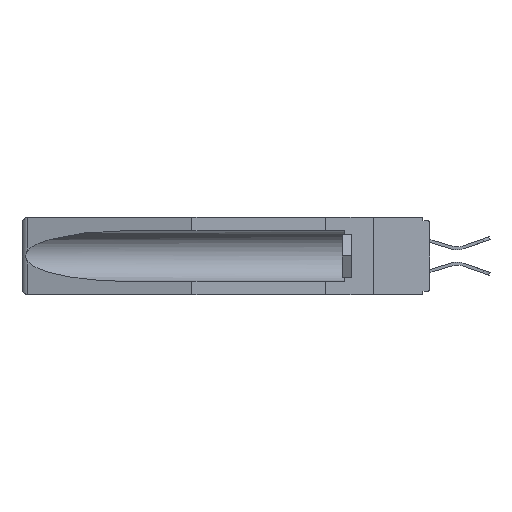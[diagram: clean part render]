
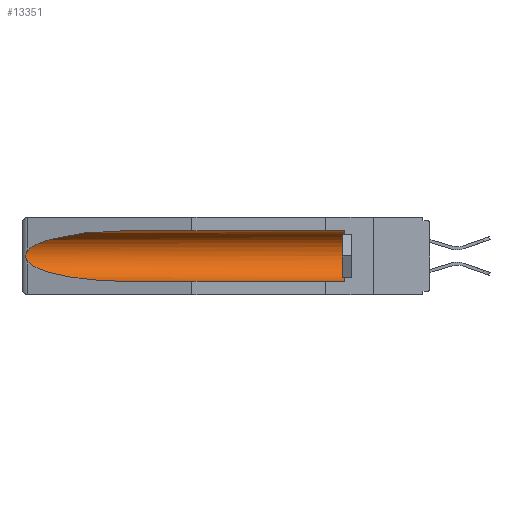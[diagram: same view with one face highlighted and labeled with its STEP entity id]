
A CAD part, left-side view. The second image highlights one B-rep face of the part: STEP entity #13351.
In plain terms, the highlighted cylindrical face has radius 2.857 mm (diameter 5.715 mm), a partial arc.
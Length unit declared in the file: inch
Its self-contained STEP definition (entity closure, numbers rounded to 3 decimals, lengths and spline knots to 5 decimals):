
#108 = VERTEX_POINT ( 'NONE', #20084 ) ;
#202 = LINE ( 'NONE', #24463, #13077 ) ;
#551 = B_SPLINE_CURVE_WITH_KNOTS ( 'NONE', 3,
 ( #20672, #948, #29832, #17835, #25420, #30149, #8256, #8575, #23080, #10675 ),
 .UNSPECIFIED., .F., .F.,
 ( 4, 2, 2, 2, 4 ),
 ( 0., 0.00029, 0.00058, 0.00087, 0.00117 ),
 .UNSPECIFIED. ) ;
#948 = CARTESIAN_POINT ( 'NONE',  ( 0.26597, 1.52961, -0.15275 ) ) ;
#1881 =( BOUNDED_CURVE ( )  B_SPLINE_CURVE ( 3, ( #6839, #8966, #28432, #21274 ),
 .UNSPECIFIED., .F., .F. ) 
 B_SPLINE_CURVE_WITH_KNOTS ( ( 4, 4 ),
 ( 4.71239, 6.08839 ),
 .UNSPECIFIED. ) 
 CURVE ( )  GEOMETRIC_REPRESENTATION_ITEM ( )  RATIONAL_B_SPLINE_CURVE ( ( 1., 0.848, 0.848, 1. ) ) 
 REPRESENTATION_ITEM ( '' )  );
#3707 = ORIENTED_EDGE ( 'NONE', *, *, #13540, .T. ) ;
#3813 = CARTESIAN_POINT ( 'NONE',  ( 0.155, 0.126, -0.1715 ) ) ;
#4969 = CARTESIAN_POINT ( 'NONE',  ( 0.155, -0.30754, -0.1715 ) ) ;
#5027 = CARTESIAN_POINT ( 'NONE',  ( 0.155, 1.07973, -0.284 ) ) ;
#6317 = LINE ( 'NONE', #18677, #21000 ) ;
#6805 = EDGE_CURVE ( 'NONE', #25679, #108, #6317, .T. ) ;
#6839 = CARTESIAN_POINT ( 'NONE',  ( 0.155, 1.07973, -0.059 ) ) ;
#7061 = FACE_OUTER_BOUND ( 'NONE', #30809, .T. ) ;
#8256 = CARTESIAN_POINT ( 'NONE',  ( 0.2673, 1.53269, -0.17917 ) ) ;
#8575 = CARTESIAN_POINT ( 'NONE',  ( 0.26655, 1.53094, -0.18657 ) ) ;
#8966 = CARTESIAN_POINT ( 'NONE',  ( 0.21114, 1.30732, -0.059 ) ) ;
#9487 = ORIENTED_EDGE ( 'NONE', *, *, #6805, .F. ) ;
#9620 = DIRECTION ( 'NONE',  ( 0., 0., 1. ) ) ;
#10675 = CARTESIAN_POINT ( 'NONE',  ( 0.26537, 1.52718, -0.19328 ) ) ;
#10998 = DIRECTION ( 'NONE',  ( 0., 0., 1. ) ) ;
#11900 = CARTESIAN_POINT ( 'NONE',  ( 0.25451, 1.48313, -0.24835 ) ) ;
#12114 = CARTESIAN_POINT ( 'NONE',  ( 0.26537, 1.52718, -0.19328 ) ) ;
#13077 = VECTOR ( 'NONE', #24781, 39.37008 ) ;
#13154 = ORIENTED_EDGE ( 'NONE', *, *, #18185, .T. ) ;
#13351 = ADVANCED_FACE ( 'NONE', ( #7061 ), #22894, .F. ) ;
#13540 = EDGE_CURVE ( 'NONE', #17154, #18617, #1881, .T. ) ;
#14245 = VERTEX_POINT ( 'NONE', #20377 ) ;
#15091 =( BOUNDED_CURVE ( )  B_SPLINE_CURVE ( 3, ( #12114, #11900, #29135, #5027 ),
 .UNSPECIFIED., .F., .F. ) 
 B_SPLINE_CURVE_WITH_KNOTS ( ( 4, 4 ),
 ( 0.1948, 1.5708 ),
 .UNSPECIFIED. ) 
 CURVE ( )  GEOMETRIC_REPRESENTATION_ITEM ( )  RATIONAL_B_SPLINE_CURVE ( ( 1., 0.848, 0.848, 1. ) ) 
 REPRESENTATION_ITEM ( '' )  );
#17154 = VERTEX_POINT ( 'NONE', #17436 ) ;
#17436 = CARTESIAN_POINT ( 'NONE',  ( 0.155, 1.07973, -0.059 ) ) ;
#17835 = CARTESIAN_POINT ( 'NONE',  ( 0.2673, 1.5327, -0.16383 ) ) ;
#18143 = EDGE_CURVE ( 'NONE', #25679, #25480, #28576, .T. ) ;
#18185 = EDGE_CURVE ( 'NONE', #18617, #14245, #551, .T. ) ;
#18617 = VERTEX_POINT ( 'NONE', #23927 ) ;
#18677 = CARTESIAN_POINT ( 'NONE',  ( 0.155, -0.30754, -0.284 ) ) ;
#19750 = AXIS2_PLACEMENT_3D ( 'NONE', #3813, #30039, #10998 ) ;
#20084 = CARTESIAN_POINT ( 'NONE',  ( 0.155, 1.07973, -0.284 ) ) ;
#20331 = ORIENTED_EDGE ( 'NONE', *, *, #27131, .T. ) ;
#20377 = CARTESIAN_POINT ( 'NONE',  ( 0.26537, 1.52718, -0.19328 ) ) ;
#20672 = CARTESIAN_POINT ( 'NONE',  ( 0.26537, 1.52718, -0.14972 ) ) ;
#21000 = VECTOR ( 'NONE', #25639, 39.37008 ) ;
#21274 = CARTESIAN_POINT ( 'NONE',  ( 0.26537, 1.52718, -0.14972 ) ) ;
#21713 = DIRECTION ( 'NONE',  ( 0., 1., 0. ) ) ;
#22894 = CYLINDRICAL_SURFACE ( 'NONE', #26322, 0.1125 ) ;
#23080 = CARTESIAN_POINT ( 'NONE',  ( 0.26597, 1.5296, -0.19026 ) ) ;
#23597 = ORIENTED_EDGE ( 'NONE', *, *, #18143, .T. ) ;
#23927 = CARTESIAN_POINT ( 'NONE',  ( 0.26537, 1.52718, -0.14972 ) ) ;
#24463 = CARTESIAN_POINT ( 'NONE',  ( 0.155, -0.30754, -0.059 ) ) ;
#24781 = DIRECTION ( 'NONE',  ( 0., 1., 0. ) ) ;
#25188 = EDGE_CURVE ( 'NONE', #14245, #108, #15091, .T. ) ;
#25420 = CARTESIAN_POINT ( 'NONE',  ( 0.2675, 1.53308, -0.16763 ) ) ;
#25480 = VERTEX_POINT ( 'NONE', #30399 ) ;
#25639 = DIRECTION ( 'NONE',  ( 0., 1., 0. ) ) ;
#25679 = VERTEX_POINT ( 'NONE', #26711 ) ;
#26322 = AXIS2_PLACEMENT_3D ( 'NONE', #4969, #21713, #9620 ) ;
#26711 = CARTESIAN_POINT ( 'NONE',  ( 0.155, 0.126, -0.284 ) ) ;
#27131 = EDGE_CURVE ( 'NONE', #25480, #17154, #202, .T. ) ;
#27312 = ORIENTED_EDGE ( 'NONE', *, *, #25188, .T. ) ;
#28432 = CARTESIAN_POINT ( 'NONE',  ( 0.25451, 1.48313, -0.09465 ) ) ;
#28576 = CIRCLE ( 'NONE', #19750, 0.1125 ) ;
#29135 = CARTESIAN_POINT ( 'NONE',  ( 0.21114, 1.30732, -0.284 ) ) ;
#29832 = CARTESIAN_POINT ( 'NONE',  ( 0.26654, 1.53092, -0.15636 ) ) ;
#30039 = DIRECTION ( 'NONE',  ( 0., -1., 0. ) ) ;
#30149 = CARTESIAN_POINT ( 'NONE',  ( 0.2675, 1.53308, -0.17534 ) ) ;
#30399 = CARTESIAN_POINT ( 'NONE',  ( 0.155, 0.126, -0.059 ) ) ;
#30809 = EDGE_LOOP ( 'NONE', ( #3707, #13154, #27312, #9487, #23597, #20331 ) ) ;
